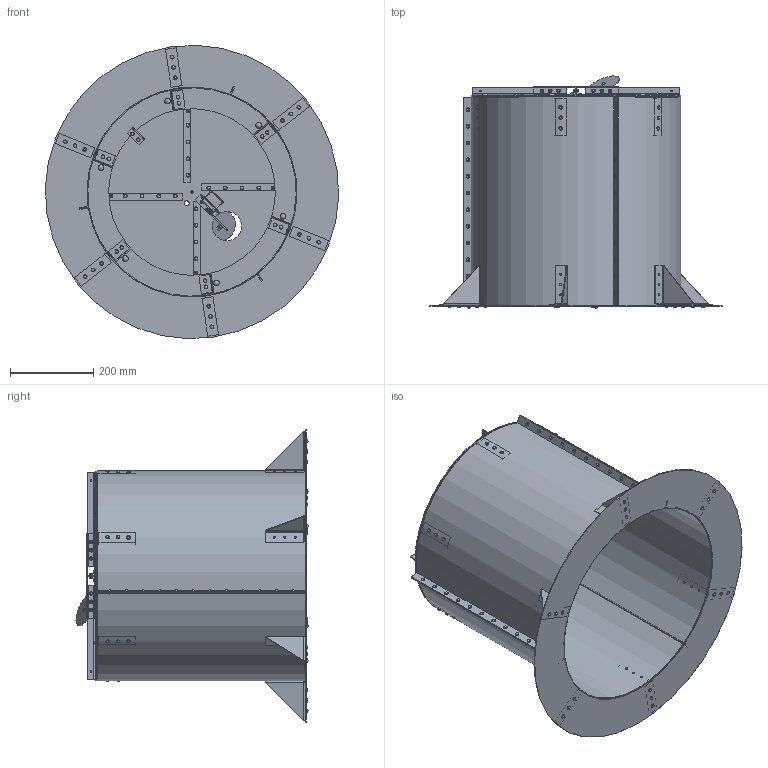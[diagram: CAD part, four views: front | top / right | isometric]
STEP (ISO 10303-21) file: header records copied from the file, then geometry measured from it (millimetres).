
FILE_DESCRIPTION(/* description */ (''),/* implementation_level */ '2;1');
FILE_NAME(/* name */ 'assembly_lokk.stp',/* time_stamp */ '2025-05-22T22:29:13+02:00',/* author */ ('saeth'),/* organization */ (''),/* preprocessor_version */ 'ST-DEVELOPER v20',/* originating_system */ 'Autodesk Inventor 2025',/* authorisation */ '');
FILE_SCHEMA (('AUTOMOTIVE_DESIGN { 1 0 10303 214 3 1 1 }'));
Length unit declared in the file: millimetre
Products named in the file (17): assembly_lokk; Lokk_strut; connector_cross; lufte_lokk; lokk; servofeste; servo_arm; vifte; _HS-322HD; assembly_cylinder; botte_sylinder_tredelt; botte_kant; botte_skjort; botte_skjort_feste; ISO/R 1051 - 5 x 10; botte_kant_feste; ISO/R 1051 - 8 x 14
Assembly tree (156 placements, depth 3):
  assembly_lokk
    Lokk_strut  x4
    connector_cross
    lufte_lokk
    lokk
    servofeste
    servo_arm
    vifte
    _HS-322HD
    ISO/R 1051 - 5 x 10  x37
    assembly_cylinder
      botte_sylinder_tredelt  x3
      ISO/R 1051 - 5 x 10  x84
      botte_kant
      botte_skjort
      botte_skjort_feste  x6
      botte_kant_feste  x6
    ISO/R 1051 - 8 x 14  x6
Bounding box: 703.71 x 556.87 x 703.71 mm (x, y, z)
Volume: 2977948 mm3; surface area: 3016426.5 mm2
Topology: 155 solids, 164 shells, 1725 faces, 3464 edges, 2343 vertices
Faces by surface type: plane 811, cylinder 620, sphere 254, torus 26, bspline 10, cone 4
Full cylindrical faces by diameter (mm): 1.6 x8, 2.1 x9, 2.2 x1, 2.9 x2, 3.4 x4, 3.5 x2, 4 x4, 4.9 x283, 5 x121, 6.6 x1, 8 x6, 10 x1, 11 x12, 12 x1, 13 x1, 70 x1, 80 x1, 400 x1, 504 x3, 704 x1
Entity records: 25647 total; most frequent: CARTESIAN_POINT 5709, DIRECTION 4066, ORIENTED_EDGE 3622, EDGE_CURVE 1811, AXIS2_PLACEMENT_3D 1499, VERTEX_POINT 1167, LINE 1068, VECTOR 1068
